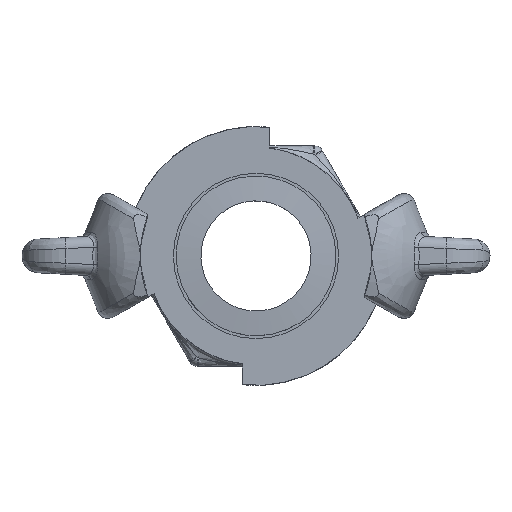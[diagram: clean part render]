
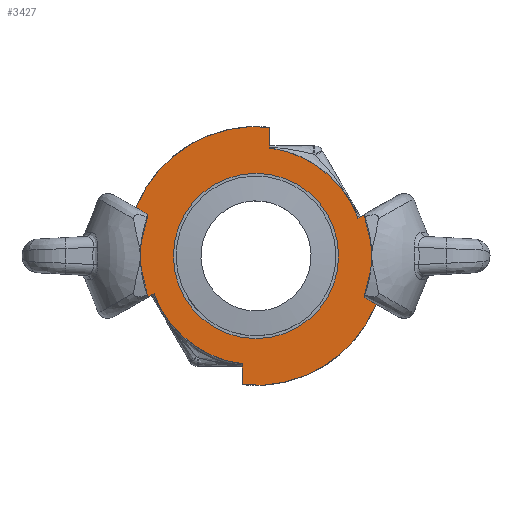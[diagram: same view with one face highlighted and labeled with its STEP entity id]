
A CAD part, top view. The second image highlights one B-rep face of the part: STEP entity #3427.
In plain terms, the highlighted planar face has unit normal (0, 0, 1).
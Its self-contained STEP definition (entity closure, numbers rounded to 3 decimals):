
#39=FACE_BOUND('',#830,.T.);
#167=PLANE('',#3724);
#279=LINE('',#8815,#416);
#287=LINE('',#8885,#424);
#293=LINE('',#8964,#430);
#295=LINE('',#8970,#432);
#302=LINE('',#9044,#439);
#303=LINE('',#9070,#440);
#416=VECTOR('',#4323,10.);
#424=VECTOR('',#4353,10.);
#430=VECTOR('',#4365,10.);
#432=VECTOR('',#4371,10.);
#439=VECTOR('',#4392,10.);
#440=VECTOR('',#4403,10.);
#633=FACE_OUTER_BOUND('',#829,.T.);
#829=EDGE_LOOP('',(#2893,#2894,#2895,#2896,#2897,#2898,#2899,#2900,#2901,
#2902,#2903,#2904));
#830=EDGE_LOOP('',(#2905,#2906));
#897=CIRCLE('',#3568,15.);
#898=CIRCLE('',#3569,15.);
#920=CIRCLE('',#3610,19.75);
#954=CIRCLE('',#3685,19.75);
#961=CIRCLE('',#3700,25.5);
#962=CIRCLE('',#3703,25.5);
#966=CIRCLE('',#3715,23.5);
#968=CIRCLE('',#3721,23.5);
#1348=VERTEX_POINT('',#6781);
#1349=VERTEX_POINT('',#6782);
#1382=VERTEX_POINT('',#7361);
#1383=VERTEX_POINT('',#7363);
#1440=VERTEX_POINT('',#8590);
#1441=VERTEX_POINT('',#8592);
#1458=VERTEX_POINT('',#8812);
#1459=VERTEX_POINT('',#8814);
#1465=VERTEX_POINT('',#8848);
#1466=VERTEX_POINT('',#8854);
#1467=VERTEX_POINT('',#8856);
#1470=VERTEX_POINT('',#8884);
#1474=VERTEX_POINT('',#8968);
#1480=VERTEX_POINT('',#9042);
#1727=EDGE_CURVE('',#1348,#1349,#897,.T.);
#1728=EDGE_CURVE('',#1349,#1348,#898,.T.);
#1786=EDGE_CURVE('',#1382,#1383,#920,.T.);
#1899=EDGE_CURVE('',#1440,#1441,#954,.T.);
#1925=EDGE_CURVE('',#1458,#1459,#279,.T.);
#1933=EDGE_CURVE('',#1465,#1458,#961,.T.);
#1936=EDGE_CURVE('',#1466,#1467,#962,.T.);
#1942=EDGE_CURVE('',#1467,#1470,#287,.T.);
#1951=EDGE_CURVE('',#1441,#1465,#293,.T.);
#1953=EDGE_CURVE('',#1382,#1474,#295,.T.);
#1956=EDGE_CURVE('',#1474,#1459,#966,.T.);
#1966=EDGE_CURVE('',#1440,#1480,#302,.T.);
#1967=EDGE_CURVE('',#1480,#1470,#968,.T.);
#1971=EDGE_CURVE('',#1383,#1466,#303,.T.);
#2893=ORIENTED_EDGE('',*,*,#1953,.T.);
#2894=ORIENTED_EDGE('',*,*,#1956,.T.);
#2895=ORIENTED_EDGE('',*,*,#1925,.F.);
#2896=ORIENTED_EDGE('',*,*,#1933,.F.);
#2897=ORIENTED_EDGE('',*,*,#1951,.F.);
#2898=ORIENTED_EDGE('',*,*,#1899,.F.);
#2899=ORIENTED_EDGE('',*,*,#1966,.T.);
#2900=ORIENTED_EDGE('',*,*,#1967,.T.);
#2901=ORIENTED_EDGE('',*,*,#1942,.F.);
#2902=ORIENTED_EDGE('',*,*,#1936,.F.);
#2903=ORIENTED_EDGE('',*,*,#1971,.F.);
#2904=ORIENTED_EDGE('',*,*,#1786,.F.);
#2905=ORIENTED_EDGE('',*,*,#1727,.T.);
#2906=ORIENTED_EDGE('',*,*,#1728,.T.);
#3427=ADVANCED_FACE('',(#633,#39),#167,.F.);
#3568=AXIS2_PLACEMENT_3D('',#6783,#4027,#4028);
#3569=AXIS2_PLACEMENT_3D('',#6784,#4029,#4030);
#3610=AXIS2_PLACEMENT_3D('',#7364,#4122,#4123);
#3685=AXIS2_PLACEMENT_3D('',#8593,#4293,#4294);
#3700=AXIS2_PLACEMENT_3D('',#8850,#4333,#4334);
#3703=AXIS2_PLACEMENT_3D('',#8857,#4341,#4342);
#3715=AXIS2_PLACEMENT_3D('',#8975,#4377,#4378);
#3721=AXIS2_PLACEMENT_3D('',#9046,#4395,#4396);
#3724=AXIS2_PLACEMENT_3D('',#9069,#4401,#4402);
#4027=DIRECTION('center_axis',(0.,0.,-1.));
#4028=DIRECTION('ref_axis',(1.,0.,0.));
#4029=DIRECTION('center_axis',(0.,0.,-1.));
#4030=DIRECTION('ref_axis',(1.,0.,0.));
#4122=DIRECTION('center_axis',(0.,0.,-1.));
#4123=DIRECTION('ref_axis',(-1.,0.,0.));
#4293=DIRECTION('center_axis',(0.,0.,-1.));
#4294=DIRECTION('ref_axis',(-1.,0.,0.));
#4323=DIRECTION('',(0.869,-0.496,0.));
#4333=DIRECTION('center_axis',(0.,0.,-1.));
#4334=DIRECTION('ref_axis',(0.,-1.,0.));
#4341=DIRECTION('center_axis',(0.,0.,-1.));
#4342=DIRECTION('ref_axis',(0.,-1.,0.));
#4353=DIRECTION('',(-0.869,0.496,0.));
#4365=DIRECTION('',(-0.869,-0.496,0.));
#4371=DIRECTION('',(0.,1.,0.));
#4377=DIRECTION('center_axis',(0.,0.,1.));
#4378=DIRECTION('ref_axis',(0.483,-0.876,0.));
#4392=DIRECTION('',(0.,-1.,0.));
#4395=DIRECTION('center_axis',(0.,0.,1.));
#4396=DIRECTION('ref_axis',(0.483,-0.876,0.));
#4401=DIRECTION('center_axis',(0.,0.,-1.));
#4402=DIRECTION('ref_axis',(-1.,0.,0.));
#4403=DIRECTION('',(0.869,0.496,0.));
#6781=CARTESIAN_POINT('',(15.,0.,1.162));
#6782=CARTESIAN_POINT('',(-15.,0.,1.162));
#6783=CARTESIAN_POINT('Origin',(0.,0.,1.162));
#6784=CARTESIAN_POINT('Origin',(0.,0.,1.162));
#7361=CARTESIAN_POINT('',(2.5,19.591,1.162));
#7363=CARTESIAN_POINT('',(18.516,6.873,1.162));
#7364=CARTESIAN_POINT('Origin',(0.,0.,1.162));
#8590=CARTESIAN_POINT('',(-2.5,-19.591,1.162));
#8592=CARTESIAN_POINT('',(-18.516,-6.873,1.162));
#8593=CARTESIAN_POINT('Origin',(0.,0.,1.162));
#8812=CARTESIAN_POINT('',(-23.561,9.752,1.162));
#8814=CARTESIAN_POINT('',(-21.809,8.752,1.162));
#8815=CARTESIAN_POINT('',(-11.801,3.04,1.162));
#8848=CARTESIAN_POINT('',(-23.561,-9.752,1.162));
#8850=CARTESIAN_POINT('Origin',(0.,0.,1.162));
#8854=CARTESIAN_POINT('',(23.561,9.752,1.162));
#8856=CARTESIAN_POINT('',(23.561,-9.752,1.162));
#8857=CARTESIAN_POINT('Origin',(0.,0.,1.162));
#8884=CARTESIAN_POINT('',(21.809,-8.752,1.162));
#8885=CARTESIAN_POINT('',(17.29,-6.173,1.162));
#8964=CARTESIAN_POINT('',(-12.797,-3.609,1.162));
#8968=CARTESIAN_POINT('',(2.5,23.367,1.162));
#8970=CARTESIAN_POINT('',(2.5,0.,1.162));
#8975=CARTESIAN_POINT('Origin',(0.,0.,1.162));
#9042=CARTESIAN_POINT('',(-2.5,-23.367,1.162));
#9044=CARTESIAN_POINT('',(-2.5,0.,1.162));
#9046=CARTESIAN_POINT('Origin',(0.,0.,1.162));
#9069=CARTESIAN_POINT('Origin',(0.,-12.75,1.162));
#9070=CARTESIAN_POINT('',(7.309,0.477,1.162));
